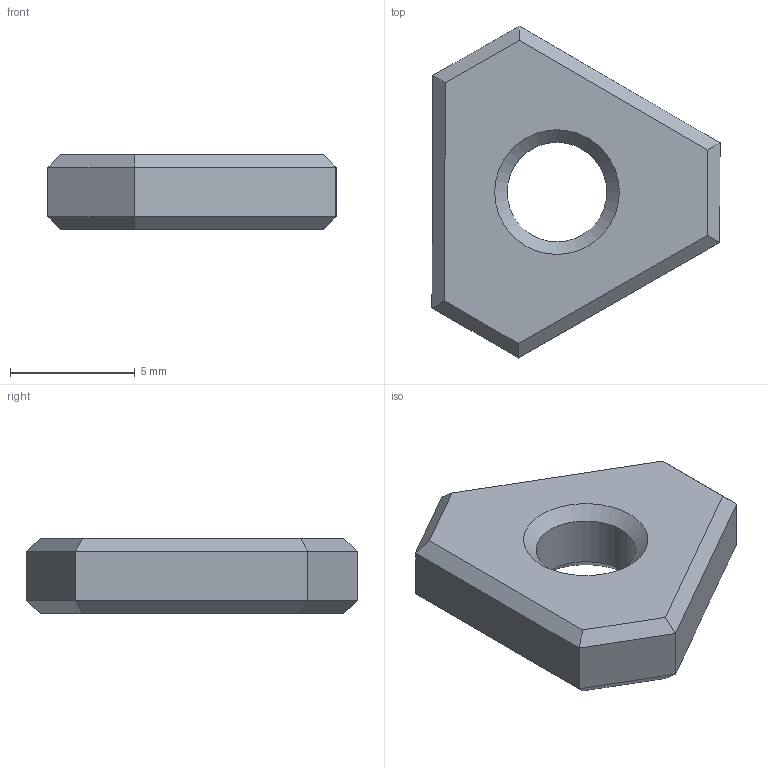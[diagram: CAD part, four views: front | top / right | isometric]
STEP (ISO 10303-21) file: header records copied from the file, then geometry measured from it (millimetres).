
FILE_DESCRIPTION(/* description */ ('STEP AP242','CAx-IF Rec.Pracs.---Representation and Presentation of Product Manufacturing Information (PMI)---4.0---2014-10-13','CAx-IF Rec.Pracs.---3D Tessellated Geometry---0.4---2014-09-14','2;1'),/* implementation_level */ '2;1');
FILE_NAME(/* name */ '635300c150626e6139a6d725',/* time_stamp */ '2022-10-21T20:27:46+00:00',/* author */ (''),/* organization */ (''),/* preprocessor_version */ 'ST-DEVELOPER v18.102',/* originating_system */ ' ',/* authorisation */ ' ');
FILE_SCHEMA (('AP242_MANAGED_MODEL_BASED_3D_ENGINEERING_MIM_LF { 1 0 10303 442 1 1 4 }'));
Length unit declared in the file: metre
Products named in the file (1): Shim-triangle-3mm
Bounding box: 11.56 x 13.32 x 3 mm (x, y, z)
Volume: 276.6 mm3; surface area: 319.9 mm2
Topology: 1 solids, 1 shells, 23 faces, 49 edges, 28 vertices
Faces by surface type: plane 20, cone 2, cylinder 1
Full cylindrical faces by diameter (mm): 4 x1
Entity records: 606 total; most frequent: DIRECTION 98, CARTESIAN_POINT 98, ORIENTED_EDGE 92, EDGE_CURVE 46, LINE 42, VECTOR 42, VERTEX_POINT 28, EDGE_LOOP 28
